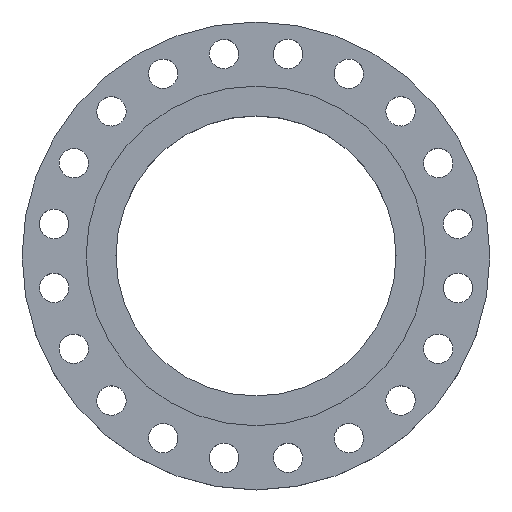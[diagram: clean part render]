
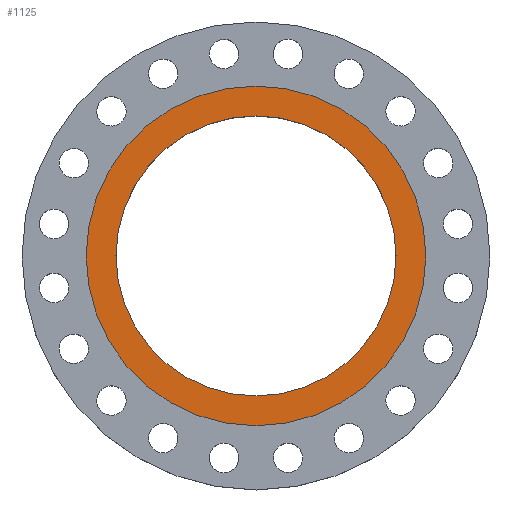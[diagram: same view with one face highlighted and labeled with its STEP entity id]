
A CAD part, top view. The second image highlights one B-rep face of the part: STEP entity #1125.
In plain terms, the highlighted planar face has unit normal (0, 0, 1).
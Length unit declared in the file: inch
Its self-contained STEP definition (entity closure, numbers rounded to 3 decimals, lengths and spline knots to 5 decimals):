
#55 = CARTESIAN_POINT ( 'NONE',  ( 0., 0., 0. ) ) ;
#84 = DIRECTION ( 'NONE',  ( 0., 0., 1. ) ) ;
#100 = EDGE_CURVE ( 'NONE', #648, #1242, #1619, .T. ) ;
#231 = CARTESIAN_POINT ( 'NONE',  ( 0., 0., 0. ) ) ;
#267 = AXIS2_PLACEMENT_3D ( 'NONE', #409, #1327, #1629 ) ;
#366 = CARTESIAN_POINT ( 'NONE',  ( -12.25, 0., 0. ) ) ;
#381 = EDGE_CURVE ( 'NONE', #1050, #1374, #785, .T. ) ;
#409 = CARTESIAN_POINT ( 'NONE',  ( 0., 0., 0. ) ) ;
#419 = EDGE_LOOP ( 'NONE', ( #1515, #1715 ) ) ;
#603 = AXIS2_PLACEMENT_3D ( 'NONE', #231, #1108, #811 ) ;
#648 = VERTEX_POINT ( 'NONE', #729 ) ;
#729 = CARTESIAN_POINT ( 'NONE',  ( 10.1, 0., 0. ) ) ;
#753 = CARTESIAN_POINT ( 'NONE',  ( -10.1, 0., 0. ) ) ;
#785 = CIRCLE ( 'NONE', #910, 12.25 ) ;
#799 = DIRECTION ( 'NONE',  ( 1., 0., 0. ) ) ;
#811 = DIRECTION ( 'NONE',  ( 1., 0., 0. ) ) ;
#838 = EDGE_CURVE ( 'NONE', #1374, #1050, #1706, .T. ) ;
#854 = AXIS2_PLACEMENT_3D ( 'NONE', #1442, #1138, #1302 ) ;
#910 = AXIS2_PLACEMENT_3D ( 'NONE', #1668, #84, #799 ) ;
#1050 = VERTEX_POINT ( 'NONE', #1425 ) ;
#1107 = DIRECTION ( 'NONE',  ( 1., 0., 0. ) ) ;
#1108 = DIRECTION ( 'NONE',  ( 0., 0., 1. ) ) ;
#1123 = AXIS2_PLACEMENT_3D ( 'NONE', #55, #1263, #1107 ) ;
#1125 = ADVANCED_FACE ( 'NONE', ( #1270, #1845 ), #1709, .T. ) ;
#1138 = DIRECTION ( 'NONE',  ( 0., 0., 1. ) ) ;
#1242 = VERTEX_POINT ( 'NONE', #753 ) ;
#1263 = DIRECTION ( 'NONE',  ( 0., 0., 1. ) ) ;
#1270 = FACE_BOUND ( 'NONE', #419, .T. ) ;
#1302 = DIRECTION ( 'NONE',  ( 1., 0., 0. ) ) ;
#1327 = DIRECTION ( 'NONE',  ( 0., 0., 1. ) ) ;
#1374 = VERTEX_POINT ( 'NONE', #366 ) ;
#1393 = CIRCLE ( 'NONE', #603, 10.1 ) ;
#1425 = CARTESIAN_POINT ( 'NONE',  ( 12.25, 0., 0. ) ) ;
#1442 = CARTESIAN_POINT ( 'NONE',  ( 0., 0., 0. ) ) ;
#1515 = ORIENTED_EDGE ( 'NONE', *, *, #100, .F. ) ;
#1546 = ORIENTED_EDGE ( 'NONE', *, *, #381, .T. ) ;
#1619 = CIRCLE ( 'NONE', #854, 10.1 ) ;
#1629 = DIRECTION ( 'NONE',  ( 1., 0., 0. ) ) ;
#1666 = EDGE_CURVE ( 'NONE', #1242, #648, #1393, .T. ) ;
#1668 = CARTESIAN_POINT ( 'NONE',  ( 0., 0., 0. ) ) ;
#1706 = CIRCLE ( 'NONE', #1123, 12.25 ) ;
#1709 = PLANE ( 'NONE',  #267 ) ;
#1715 = ORIENTED_EDGE ( 'NONE', *, *, #1666, .F. ) ;
#1783 = ORIENTED_EDGE ( 'NONE', *, *, #838, .T. ) ;
#1798 = EDGE_LOOP ( 'NONE', ( #1546, #1783 ) ) ;
#1845 = FACE_OUTER_BOUND ( 'NONE', #1798, .T. ) ;
